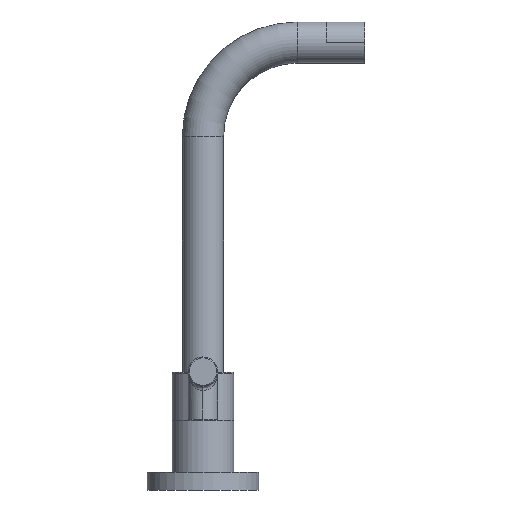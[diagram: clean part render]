
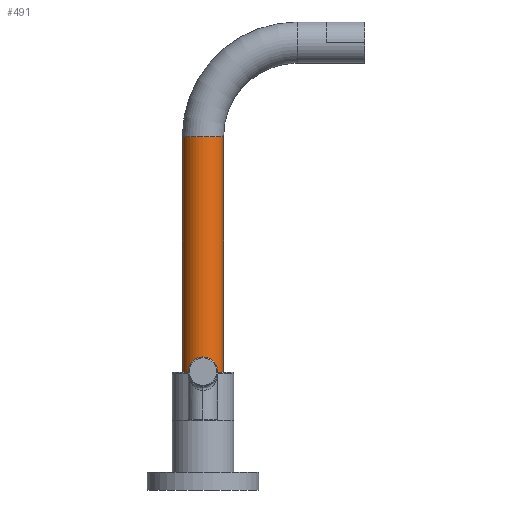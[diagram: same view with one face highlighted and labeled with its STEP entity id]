
A CAD part, left-side view. The second image highlights one B-rep face of the part: STEP entity #491.
In plain terms, the highlighted cylindrical face has radius 11.113 mm (diameter 22.225 mm), a partial arc.
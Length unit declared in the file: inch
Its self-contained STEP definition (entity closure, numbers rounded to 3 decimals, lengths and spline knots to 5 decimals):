
#63=DIRECTION('',(0.,0.,-1.));
#64=VECTOR('',#63,5.);
#65=CARTESIAN_POINT('',(0.,0.4375,7.5));
#66=LINE('',#65,#64);
#82=CARTESIAN_POINT('',(0.,0.,2.5));
#83=DIRECTION('',(0.,0.,-1.));
#84=DIRECTION('',(0.,-1.,0.));
#85=AXIS2_PLACEMENT_3D('',#82,#83,#84);
#173=CARTESIAN_POINT('',(0.,0.,7.5));
#174=DIRECTION('',(0.,0.,-1.));
#175=DIRECTION('',(0.,-1.,0.));
#176=AXIS2_PLACEMENT_3D('',#173,#174,#175);
#178=DIRECTION('',(0.,0.,-1.));
#179=VECTOR('',#178,5.);
#180=CARTESIAN_POINT('',(0.,-0.4375,7.5));
#181=LINE('',#180,#179);
#194=CARTESIAN_POINT('',(0.,0.4375,7.5));
#195=CARTESIAN_POINT('',(0.,-0.4375,7.5));
#196=VERTEX_POINT('',#194);
#197=VERTEX_POINT('',#195);
#198=CARTESIAN_POINT('',(0.,0.4375,2.5));
#199=CARTESIAN_POINT('',(0.,-0.4375,2.5));
#200=VERTEX_POINT('',#198);
#201=VERTEX_POINT('',#199);
#480=CARTESIAN_POINT('',(0.,0.,7.5));
#481=DIRECTION('',(0.,0.,-1.));
#482=DIRECTION('',(0.,1.,0.));
#483=AXIS2_PLACEMENT_3D('',#480,#481,#482);
#484=CYLINDRICAL_SURFACE('',#483,0.4375);
#485=ORIENTED_EDGE('',*,*,#337,.T.);
#486=ORIENTED_EDGE('',*,*,#320,.F.);
#487=ORIENTED_EDGE('',*,*,#290,.F.);
#488=ORIENTED_EDGE('',*,*,#317,.T.);
#489=EDGE_LOOP('',(#485,#486,#487,#488));
#490=FACE_OUTER_BOUND('',#489,.F.);
#491=ADVANCED_FACE('',(#490),#484,.T.);
#86=CIRCLE('',#85,0.4375);
#177=CIRCLE('',#176,0.4375);
#290=EDGE_CURVE('',#197,#196,#177,.T.);
#317=EDGE_CURVE('',#197,#201,#181,.T.);
#320=EDGE_CURVE('',#196,#200,#66,.T.);
#337=EDGE_CURVE('',#201,#200,#86,.T.);
